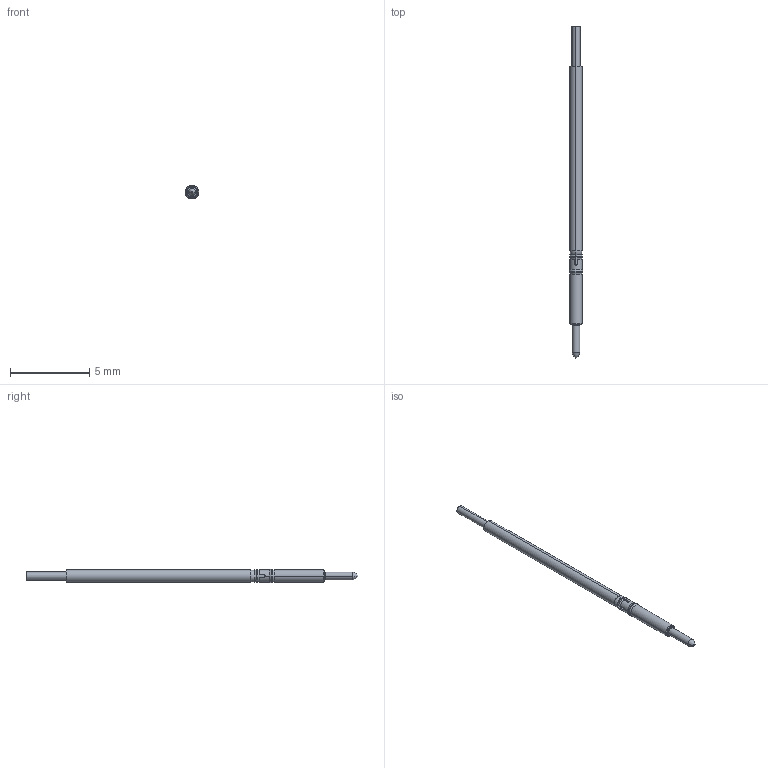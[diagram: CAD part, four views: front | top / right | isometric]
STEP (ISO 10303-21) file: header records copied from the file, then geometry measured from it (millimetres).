
FILE_DESCRIPTION (( 'STEP AP214' ), '1' );
FILE_NAME ('X39-TC-1-3_ _ _.STEP', '2016-04-01T14:39:06', ( 'spare' ), ( '' ), 'SwSTEP 2.0', 'SolidWorks 2016', '' );
FILE_SCHEMA (( 'AUTOMOTIVE_DESIGN' ));
Length unit declared in the file: inch
Products named in the file (3): A11081; A11079_A11079 Solid w Wire; X39-TC-1-3_ _ _
Assembly tree (2 placements, depth 2):
  X39-TC-1-3_ _ _
    A11079_A11079 Solid w Wire
    A11081
Bounding box: 0.86 x 20.98 x 0.86 mm (x, y, z)
Volume: 8.5 mm3; surface area: 51.1 mm2
Topology: 2 solids, 2 shells, 70 faces, 174 edges, 106 vertices
Faces by surface type: cylinder 24, cone 18, plane 16, torus 12
Entity records: 2489 total; most frequent: CARTESIAN_POINT 738, DIRECTION 356, ORIENTED_EDGE 340, EDGE_CURVE 170, AXIS2_PLACEMENT_3D 147, VERTEX_POINT 106, EDGE_LOOP 72, CIRCLE 72
